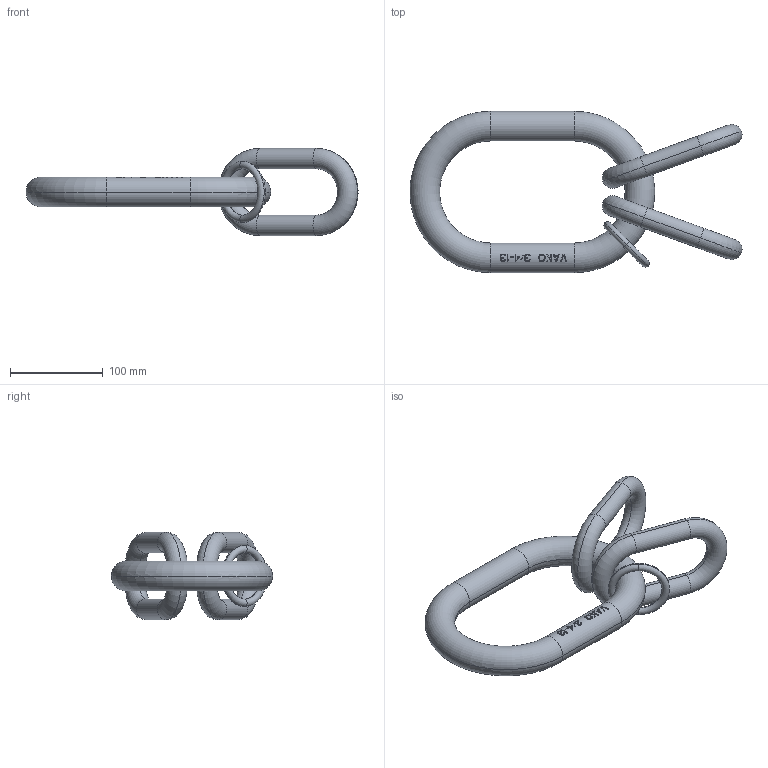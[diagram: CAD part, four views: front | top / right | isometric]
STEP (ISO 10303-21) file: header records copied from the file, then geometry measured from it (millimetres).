
FILE_DESCRIPTION((''),'2;1');
FILE_NAME('3VAKO4-13','2005-01-18T',('jakubetz'),(''),'PRO/ENGINEER BY PARAMETRIC TECHNOLOGY CORPORATION, 2001400','PRO/ENGINEER BY PARAMETRIC TECHNOLOGY CORPORATION, 2001400','');
FILE_SCHEMA(('CONFIG_CONTROL_DESIGN'));
Length unit declared in the file: millimetre
Products named in the file (1): 3VAKO4-13
Bounding box: 358.02 x 174 x 94 mm (x, y, z)
Volume: 783391.6 mm3; surface area: 117013.1 mm2
Topology: 4 solids, 4 shells, 258 faces, 707 edges, 462 vertices
Faces by surface type: plane 227, torus 16, cylinder 15
Entity records: 8342 total; most frequent: CARTESIAN_POINT 2024, ORIENTED_EDGE 1414, DIRECTION 1116, EDGE_CURVE 707, VECTOR 488, LINE 488, VERTEX_POINT 462, AXIS2_PLACEMENT_3D 314
